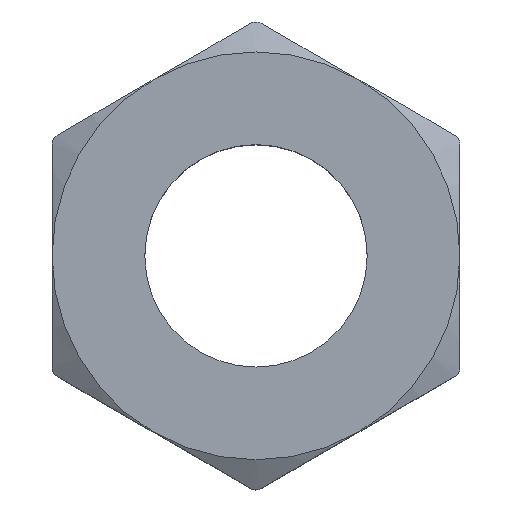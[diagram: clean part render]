
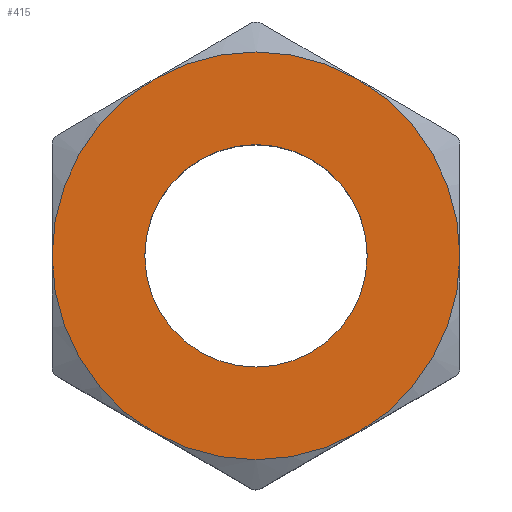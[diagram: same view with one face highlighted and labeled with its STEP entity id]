
A CAD part, top view. The second image highlights one B-rep face of the part: STEP entity #415.
In plain terms, the highlighted planar face has unit normal (0, 0, 1).
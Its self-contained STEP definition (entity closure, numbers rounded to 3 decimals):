
#68=FACE_BOUND('',#114,.T.);
#76=PLANE('',#465);
#85=FACE_OUTER_BOUND('',#113,.T.);
#113=EDGE_LOOP('',(#321,#322,#323,#324,#325,#326));
#114=EDGE_LOOP('',(#327));
#160=CIRCLE('',#451,1.5);
#167=CIRCLE('',#466,2.75);
#168=CIRCLE('',#467,2.75);
#169=CIRCLE('',#468,2.75);
#170=CIRCLE('',#469,2.75);
#171=CIRCLE('',#470,2.75);
#172=CIRCLE('',#471,2.75);
#174=VERTEX_POINT('',#597);
#182=VERTEX_POINT('',#615);
#188=VERTEX_POINT('',#640);
#192=VERTEX_POINT('',#655);
#197=VERTEX_POINT('',#675);
#202=VERTEX_POINT('',#695);
#207=VERTEX_POINT('',#715);
#213=EDGE_CURVE('',#174,#174,#160,.T.);
#256=EDGE_CURVE('',#202,#207,#167,.T.);
#257=EDGE_CURVE('',#207,#182,#168,.T.);
#258=EDGE_CURVE('',#182,#188,#169,.T.);
#259=EDGE_CURVE('',#188,#192,#170,.T.);
#260=EDGE_CURVE('',#192,#197,#171,.T.);
#261=EDGE_CURVE('',#197,#202,#172,.T.);
#321=ORIENTED_EDGE('',*,*,#256,.T.);
#322=ORIENTED_EDGE('',*,*,#257,.T.);
#323=ORIENTED_EDGE('',*,*,#258,.T.);
#324=ORIENTED_EDGE('',*,*,#259,.T.);
#325=ORIENTED_EDGE('',*,*,#260,.T.);
#326=ORIENTED_EDGE('',*,*,#261,.T.);
#327=ORIENTED_EDGE('',*,*,#213,.F.);
#415=ADVANCED_FACE('',(#85,#68),#76,.T.);
#451=AXIS2_PLACEMENT_3D('',#599,#500,#501);
#465=AXIS2_PLACEMENT_3D('',#733,#540,#541);
#466=AXIS2_PLACEMENT_3D('',#734,#542,#543);
#467=AXIS2_PLACEMENT_3D('',#735,#544,#545);
#468=AXIS2_PLACEMENT_3D('',#736,#546,#547);
#469=AXIS2_PLACEMENT_3D('',#737,#548,#549);
#470=AXIS2_PLACEMENT_3D('',#738,#550,#551);
#471=AXIS2_PLACEMENT_3D('',#739,#552,#553);
#500=DIRECTION('center_axis',(0.,0.,1.));
#501=DIRECTION('ref_axis',(1.,0.,0.));
#540=DIRECTION('center_axis',(0.,0.,1.));
#541=DIRECTION('ref_axis',(1.,0.,0.));
#542=DIRECTION('center_axis',(0.,0.,1.));
#543=DIRECTION('ref_axis',(1.,0.,0.));
#544=DIRECTION('center_axis',(0.,0.,1.));
#545=DIRECTION('ref_axis',(1.,0.,0.));
#546=DIRECTION('center_axis',(0.,0.,1.));
#547=DIRECTION('ref_axis',(1.,0.,0.));
#548=DIRECTION('center_axis',(0.,0.,1.));
#549=DIRECTION('ref_axis',(1.,0.,0.));
#550=DIRECTION('center_axis',(0.,0.,1.));
#551=DIRECTION('ref_axis',(1.,0.,0.));
#552=DIRECTION('center_axis',(0.,0.,1.));
#553=DIRECTION('ref_axis',(1.,0.,0.));
#597=CARTESIAN_POINT('',(-1.5,0.,1.2));
#599=CARTESIAN_POINT('Origin',(0.,0.,1.2));
#615=CARTESIAN_POINT('',(1.375,2.382,1.2));
#640=CARTESIAN_POINT('',(-1.375,2.382,1.2));
#655=CARTESIAN_POINT('',(-2.75,0.,1.2));
#675=CARTESIAN_POINT('',(-1.375,-2.382,1.2));
#695=CARTESIAN_POINT('',(1.375,-2.382,1.2));
#715=CARTESIAN_POINT('',(2.75,0.,1.2));
#733=CARTESIAN_POINT('Origin',(0.,0.,1.2));
#734=CARTESIAN_POINT('Origin',(0.,0.,1.2));
#735=CARTESIAN_POINT('Origin',(0.,0.,1.2));
#736=CARTESIAN_POINT('Origin',(0.,0.,1.2));
#737=CARTESIAN_POINT('Origin',(0.,0.,1.2));
#738=CARTESIAN_POINT('Origin',(0.,0.,1.2));
#739=CARTESIAN_POINT('Origin',(0.,0.,1.2));
